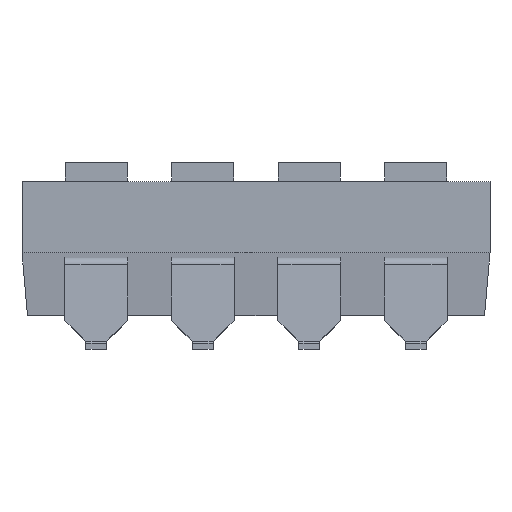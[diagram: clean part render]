
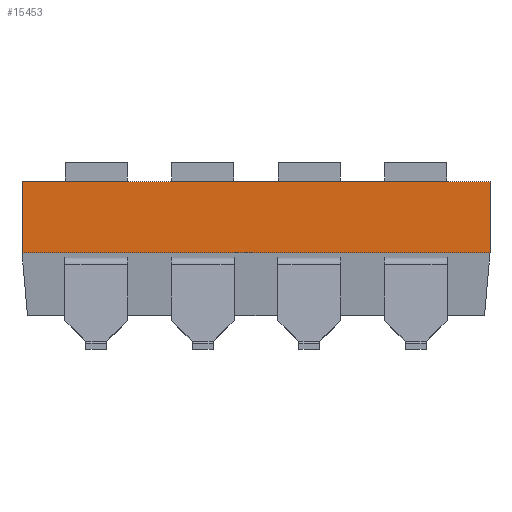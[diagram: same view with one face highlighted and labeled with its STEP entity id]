
A CAD part, front view. The second image highlights one B-rep face of the part: STEP entity #15453.
In plain terms, the highlighted planar face has unit normal (0, -1, 0).
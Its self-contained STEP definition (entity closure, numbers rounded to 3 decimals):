
#1190 = AXIS2_PLACEMENT_3D ( 'NONE', #3931, #8736, #22104 ) ;
#1884 = VERTEX_POINT ( 'NONE', #22283 ) ;
#2353 = EDGE_CURVE ( 'NONE', #17683, #14182, #8555, .T. ) ;
#3506 = VECTOR ( 'NONE', #3631, 1000. ) ;
#3631 = DIRECTION ( 'NONE',  ( 0., 0., -1. ) ) ;
#3931 = CARTESIAN_POINT ( 'NONE',  ( -5.58, -3.1, 1.5 ) ) ;
#4338 = FACE_OUTER_BOUND ( 'NONE', #22010, .T. ) ;
#5452 = CARTESIAN_POINT ( 'NONE',  ( -5.58, -3.1, 0. ) ) ;
#6092 = CARTESIAN_POINT ( 'NONE',  ( -5.58, -3.1, 1.7 ) ) ;
#7246 = ORIENTED_EDGE ( 'NONE', *, *, #10663, .F. ) ;
#7781 = VECTOR ( 'NONE', #8745, 1000. ) ;
#7991 = LINE ( 'NONE', #16859, #3506 ) ;
#8169 = PLANE ( 'NONE',  #1190 ) ;
#8555 = LINE ( 'NONE', #6092, #17382 ) ;
#8599 = LINE ( 'NONE', #24126, #7781 ) ;
#8627 = CARTESIAN_POINT ( 'NONE',  ( -5.58, -3.1, 0. ) ) ;
#8736 = DIRECTION ( 'NONE',  ( 0., 1., 0. ) ) ;
#8745 = DIRECTION ( 'NONE',  ( 0., 0., -1. ) ) ;
#10663 = EDGE_CURVE ( 'NONE', #14182, #1884, #8599, .T. ) ;
#10922 = VECTOR ( 'NONE', #14605, 1000. ) ;
#14182 = VERTEX_POINT ( 'NONE', #15769 ) ;
#14605 = DIRECTION ( 'NONE',  ( 1., 0., 0. ) ) ;
#15210 = EDGE_CURVE ( 'NONE', #19656, #1884, #18692, .T. ) ;
#15453 = ADVANCED_FACE ( 'NONE', ( #4338 ), #8169, .F. ) ;
#15769 = CARTESIAN_POINT ( 'NONE',  ( 5.58, -3.1, 1.7 ) ) ;
#16859 = CARTESIAN_POINT ( 'NONE',  ( -5.58, -3.1, 1.5 ) ) ;
#17382 = VECTOR ( 'NONE', #19608, 1000. ) ;
#17683 = VERTEX_POINT ( 'NONE', #25404 ) ;
#18692 = LINE ( 'NONE', #5452, #10922 ) ;
#19608 = DIRECTION ( 'NONE',  ( 1., 0., 0. ) ) ;
#19656 = VERTEX_POINT ( 'NONE', #8627 ) ;
#22010 = EDGE_LOOP ( 'NONE', ( #23219, #7246, #24465, #22022 ) ) ;
#22022 = ORIENTED_EDGE ( 'NONE', *, *, #22682, .T. ) ;
#22104 = DIRECTION ( 'NONE',  ( 0., 0., 1. ) ) ;
#22283 = CARTESIAN_POINT ( 'NONE',  ( 5.58, -3.1, 0. ) ) ;
#22682 = EDGE_CURVE ( 'NONE', #17683, #19656, #7991, .T. ) ;
#23219 = ORIENTED_EDGE ( 'NONE', *, *, #15210, .T. ) ;
#24126 = CARTESIAN_POINT ( 'NONE',  ( 5.58, -3.1, 1.5 ) ) ;
#24465 = ORIENTED_EDGE ( 'NONE', *, *, #2353, .F. ) ;
#25404 = CARTESIAN_POINT ( 'NONE',  ( -5.58, -3.1, 1.7 ) ) ;
